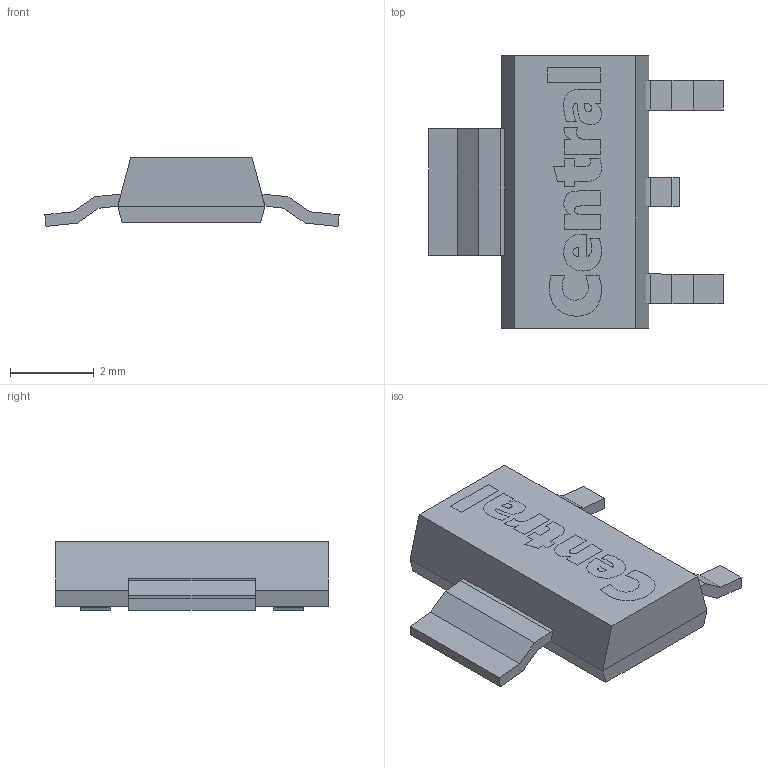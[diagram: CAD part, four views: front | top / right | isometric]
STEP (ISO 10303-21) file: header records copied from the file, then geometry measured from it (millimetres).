
FILE_DESCRIPTION(/* description */ (''),/* implementation_level */ '2;1');
FILE_NAME(/* name */ 'STP00005.step',/* time_stamp */ '2024-04-25T14:53:55-04:00',/* author */ (''),/* organization */ (''),/* preprocessor_version */ 'ST-DEVELOPER v20',/* originating_system */ 'Autodesk Translation Framework v12.14.0.127',/* authorisation */ '');
FILE_SCHEMA (('AUTOMOTIVE_DESIGN { 1 0 10303 214 3 1 1 }'));
Length unit declared in the file: millimetre
Products named in the file (4): STP00005; Component1; Component2; Component3
Assembly tree (3 placements, depth 2):
  STP00005
    Component1
    Component2
    Component3
Bounding box: 7.02 x 6.5 x 1.65 mm (x, y, z)
Volume: 35.3 mm3; surface area: 141.3 mm2
Topology: 6 solids, 6 shells, 63 faces, 237 edges, 195 vertices
Faces by surface type: plane 63
Entity records: 2873 total; most frequent: CARTESIAN_POINT 762, ORIENTED_EDGE 474, DIRECTION 312, EDGE_CURVE 237, VERTEX_POINT 195, LINE 172, VECTOR 172, EDGE_LOOP 72
